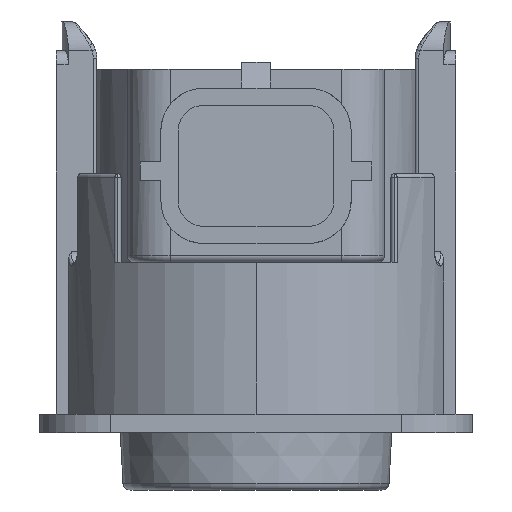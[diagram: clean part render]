
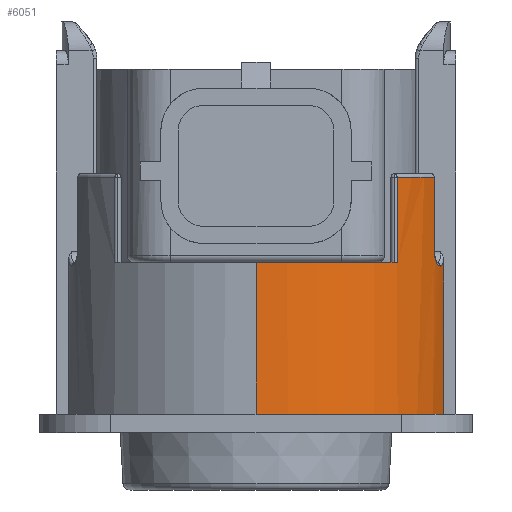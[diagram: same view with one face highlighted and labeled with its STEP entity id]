
A CAD part, left-side view. The second image highlights one B-rep face of the part: STEP entity #6051.
In plain terms, the highlighted cylindrical face has radius 13.6 mm (diameter 27.2 mm), a partial arc.
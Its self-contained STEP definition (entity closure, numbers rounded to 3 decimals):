
#61 = CARTESIAN_POINT ( 'NONE',  ( -9.366, -9.861, 17.85 ) ) ;
#63 = ORIENTED_EDGE ( 'NONE', *, *, #2203, .T. ) ;
#100 = CARTESIAN_POINT ( 'NONE',  ( -9.366, -9.861, 11.9 ) ) ;
#348 = DIRECTION ( 'NONE',  ( 0., 0., 1. ) ) ;
#385 = VERTEX_POINT ( 'NONE', #4502 ) ;
#498 = VECTOR ( 'NONE', #6278, 1000. ) ;
#521 = CARTESIAN_POINT ( 'NONE',  ( 0., 0., 1.3 ) ) ;
#528 = CARTESIAN_POINT ( 'NONE',  ( -3.697, -13.088, 11.937 ) ) ;
#660 = CARTESIAN_POINT ( 'NONE',  ( -4.562, -12.813, 11.65 ) ) ;
#738 = LINE ( 'NONE', #100, #5352 ) ;
#1142 = ORIENTED_EDGE ( 'NONE', *, *, #8364, .T. ) ;
#1162 = CARTESIAN_POINT ( 'NONE',  ( -9.366, -9.861, 11.9 ) ) ;
#1533 = CIRCLE ( 'NONE', #5953, 13.6 ) ;
#1813 = ORIENTED_EDGE ( 'NONE', *, *, #3321, .F. ) ;
#1999 = FACE_OUTER_BOUND ( 'NONE', #4359, .T. ) ;
#2146 = VERTEX_POINT ( 'NONE', #2211 ) ;
#2203 = EDGE_CURVE ( 'NONE', #385, #8010, #6949, .T. ) ;
#2206 = CARTESIAN_POINT ( 'NONE',  ( -13.6, 0., 1.3 ) ) ;
#2211 = CARTESIAN_POINT ( 'NONE',  ( -5.45, -12.46, 12.65 ) ) ;
#2226 = DIRECTION ( 'NONE',  ( -1., 0., 0. ) ) ;
#2252 = VECTOR ( 'NONE', #2767, 1000. ) ;
#2286 = B_SPLINE_CURVE_WITH_KNOTS ( 'NONE', 3,
 ( #6721, #660, #6638, #4647, #5342, #3429, #3300, #7371, #7336, #6679 ),
 .UNSPECIFIED., .F., .F.,
 ( 4, 2, 2, 2, 4 ),
 ( 0., 0., 0.001, 0.001, 0.002 ),
 .UNSPECIFIED. ) ;
#2337 = EDGE_CURVE ( 'NONE', #385, #2472, #1533, .T. ) ;
#2436 = B_SPLINE_CURVE_WITH_KNOTS ( 'NONE', 3,
 ( #6559, #528, #3833, #5220, #7860, #3269, #5915, #8551 ),
 .UNSPECIFIED., .F., .F.,
 ( 4, 2, 2, 4 ),
 ( 0., 0.001, 0.001, 0.001 ),
 .UNSPECIFIED. ) ;
#2472 = VERTEX_POINT ( 'NONE', #1162 ) ;
#2549 = CYLINDRICAL_SURFACE ( 'NONE', #7525, 13.6 ) ;
#2723 = DIRECTION ( 'NONE',  ( 0., 0., -1. ) ) ;
#2767 = DIRECTION ( 'NONE',  ( 0., 0., -1. ) ) ;
#3015 = ORIENTED_EDGE ( 'NONE', *, *, #4626, .T. ) ;
#3269 = CARTESIAN_POINT ( 'NONE',  ( -4.273, -12.911, 11.659 ) ) ;
#3300 = CARTESIAN_POINT ( 'NONE',  ( -5.312, -12.52, 12.129 ) ) ;
#3321 = EDGE_CURVE ( 'NONE', #7333, #6138, #4092, .T. ) ;
#3408 = AXIS2_PLACEMENT_3D ( 'NONE', #4284, #4891, #2226 ) ;
#3429 = CARTESIAN_POINT ( 'NONE',  ( -5.233, -12.553, 12.019 ) ) ;
#3550 = ORIENTED_EDGE ( 'NONE', *, *, #4202, .T. ) ;
#3616 = ORIENTED_EDGE ( 'NONE', *, *, #8389, .T. ) ;
#3639 = CIRCLE ( 'NONE', #3920, 13.6 ) ;
#3680 = CARTESIAN_POINT ( 'NONE',  ( 0., 0., 11.9 ) ) ;
#3723 = VERTEX_POINT ( 'NONE', #61 ) ;
#3833 = CARTESIAN_POINT ( 'NONE',  ( -3.827, -13.051, 11.83 ) ) ;
#3920 = AXIS2_PLACEMENT_3D ( 'NONE', #521, #4353, #7032 ) ;
#4092 = LINE ( 'NONE', #4902, #2252 ) ;
#4202 = EDGE_CURVE ( 'NONE', #8010, #6138, #3639, .T. ) ;
#4284 = CARTESIAN_POINT ( 'NONE',  ( 0., 0., 17.85 ) ) ;
#4353 = DIRECTION ( 'NONE',  ( 0., 0., 1. ) ) ;
#4359 = EDGE_LOOP ( 'NONE', ( #6977, #63, #3550, #1813, #4642, #3015, #6570, #3616, #1142 ) ) ;
#4502 = CARTESIAN_POINT ( 'NONE',  ( -13.6, 0., 11.9 ) ) ;
#4549 = DIRECTION ( 'NONE',  ( -1., 0., 0. ) ) ;
#4626 = EDGE_CURVE ( 'NONE', #7159, #2146, #2286, .T. ) ;
#4642 = ORIENTED_EDGE ( 'NONE', *, *, #5638, .T. ) ;
#4647 = CARTESIAN_POINT ( 'NONE',  ( -4.931, -12.675, 11.769 ) ) ;
#4762 = VECTOR ( 'NONE', #8212, 1000. ) ;
#4891 = DIRECTION ( 'NONE',  ( 0., 0., -1. ) ) ;
#4902 = CARTESIAN_POINT ( 'NONE',  ( -3.6, -13.115, 26.7 ) ) ;
#4977 = CARTESIAN_POINT ( 'NONE',  ( -5.45, -12.46, 11.9 ) ) ;
#5210 = CARTESIAN_POINT ( 'NONE',  ( 0., 0., 11.9 ) ) ;
#5220 = CARTESIAN_POINT ( 'NONE',  ( -4.042, -12.986, 11.723 ) ) ;
#5342 = CARTESIAN_POINT ( 'NONE',  ( -5.042, -12.631, 11.839 ) ) ;
#5352 = VECTOR ( 'NONE', #2723, 1000. ) ;
#5622 = CARTESIAN_POINT ( 'NONE',  ( -13.6, 0., 11.9 ) ) ;
#5638 = EDGE_CURVE ( 'NONE', #7333, #7159, #2436, .T. ) ;
#5651 = CARTESIAN_POINT ( 'NONE',  ( -3.6, -13.115, 12.072 ) ) ;
#5852 = CARTESIAN_POINT ( 'NONE',  ( -5.45, -12.46, 17.85 ) ) ;
#5915 = CARTESIAN_POINT ( 'NONE',  ( -4.352, -12.885, 11.65 ) ) ;
#5953 = AXIS2_PLACEMENT_3D ( 'NONE', #3680, #348, #7660 ) ;
#5966 = VERTEX_POINT ( 'NONE', #5852 ) ;
#6051 = ADVANCED_FACE ( 'NONE', ( #1999 ), #2549, .T. ) ;
#6138 = VERTEX_POINT ( 'NONE', #8097 ) ;
#6173 = CIRCLE ( 'NONE', #3408, 13.6 ) ;
#6278 = DIRECTION ( 'NONE',  ( 0., 0., 1. ) ) ;
#6559 = CARTESIAN_POINT ( 'NONE',  ( -3.6, -13.115, 12.072 ) ) ;
#6570 = ORIENTED_EDGE ( 'NONE', *, *, #8404, .T. ) ;
#6638 = CARTESIAN_POINT ( 'NONE',  ( -4.689, -12.767, 11.674 ) ) ;
#6679 = CARTESIAN_POINT ( 'NONE',  ( -5.45, -12.46, 12.65 ) ) ;
#6721 = CARTESIAN_POINT ( 'NONE',  ( -4.431, -12.858, 11.65 ) ) ;
#6949 = LINE ( 'NONE', #5622, #4762 ) ;
#6977 = ORIENTED_EDGE ( 'NONE', *, *, #2337, .F. ) ;
#7032 = DIRECTION ( 'NONE',  ( -1., 0., 0. ) ) ;
#7159 = VERTEX_POINT ( 'NONE', #8195 ) ;
#7333 = VERTEX_POINT ( 'NONE', #5651 ) ;
#7336 = CARTESIAN_POINT ( 'NONE',  ( -5.45, -12.46, 12.511 ) ) ;
#7371 = CARTESIAN_POINT ( 'NONE',  ( -5.421, -12.473, 12.375 ) ) ;
#7525 = AXIS2_PLACEMENT_3D ( 'NONE', #5210, #7847, #4549 ) ;
#7535 = LINE ( 'NONE', #4977, #498 ) ;
#7660 = DIRECTION ( 'NONE',  ( 1., 0., 0. ) ) ;
#7847 = DIRECTION ( 'NONE',  ( 0., 0., -1. ) ) ;
#7860 = CARTESIAN_POINT ( 'NONE',  ( -4.119, -12.962, 11.695 ) ) ;
#8010 = VERTEX_POINT ( 'NONE', #2206 ) ;
#8097 = CARTESIAN_POINT ( 'NONE',  ( -3.6, -13.115, 1.3 ) ) ;
#8195 = CARTESIAN_POINT ( 'NONE',  ( -4.431, -12.858, 11.65 ) ) ;
#8212 = DIRECTION ( 'NONE',  ( 0., 0., -1. ) ) ;
#8364 = EDGE_CURVE ( 'NONE', #3723, #2472, #738, .T. ) ;
#8389 = EDGE_CURVE ( 'NONE', #5966, #3723, #6173, .T. ) ;
#8404 = EDGE_CURVE ( 'NONE', #2146, #5966, #7535, .T. ) ;
#8551 = CARTESIAN_POINT ( 'NONE',  ( -4.431, -12.858, 11.65 ) ) ;
